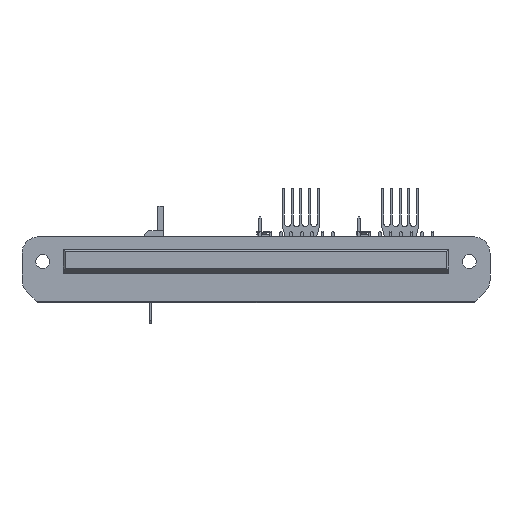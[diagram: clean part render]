
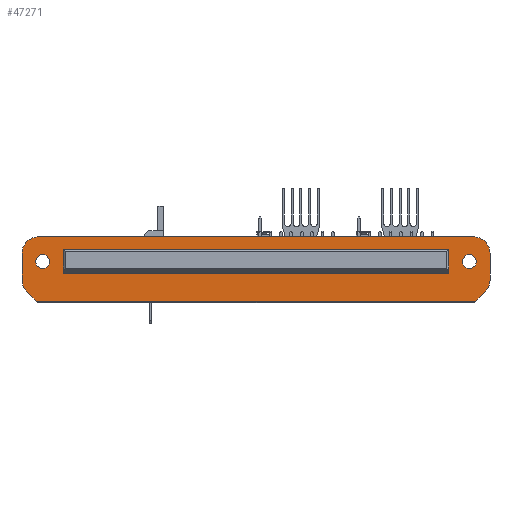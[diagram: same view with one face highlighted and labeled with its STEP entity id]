
A CAD part, front view. The second image highlights one B-rep face of the part: STEP entity #47271.
In plain terms, the highlighted planar face has unit normal (0, -1, 0).
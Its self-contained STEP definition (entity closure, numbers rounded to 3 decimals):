
#1072=FACE_BOUND('',#9248,.T.);
#1073=FACE_BOUND('',#9249,.T.);
#1074=FACE_BOUND('',#9250,.T.);
#1924=CIRCLE('',#50812,1.7);
#1928=CIRCLE('',#50820,4.);
#1930=CIRCLE('',#50823,4.);
#1934=CIRCLE('',#50833,1.7);
#1936=CIRCLE('',#50838,4.);
#1937=CIRCLE('',#50840,4.);
#6395=FACE_OUTER_BOUND('',#9247,.T.);
#9247=EDGE_LOOP('',(#42818,#42819,#42820,#42821,#42822,#42823,#42824,#42825,
#42826,#42827));
#9248=EDGE_LOOP('',(#42828,#42829,#42830,#42831));
#9249=EDGE_LOOP('',(#42832));
#9250=EDGE_LOOP('',(#42833));
#14284=LINE('',#80312,#19477);
#14287=LINE('',#80317,#19480);
#14289=LINE('',#80322,#19482);
#14290=LINE('',#80324,#19483);
#14365=LINE('',#80618,#19558);
#14375=LINE('',#80645,#19568);
#14398=LINE('',#80770,#19591);
#14447=LINE('',#80917,#19640);
#14458=LINE('',#80946,#19651);
#14463=LINE('',#80967,#19656);
#19477=VECTOR('',#62113,10.);
#19480=VECTOR('',#62118,10.);
#19482=VECTOR('',#62124,10.);
#19483=VECTOR('',#62127,10.);
#19558=VECTOR('',#62400,10.);
#19568=VECTOR('',#62422,10.);
#19591=VECTOR('',#62489,10.);
#19640=VECTOR('',#62636,10.);
#19651=VECTOR('',#62663,10.);
#19656=VECTOR('',#62694,10.);
#23639=VERTEX_POINT('',#80309);
#23640=VERTEX_POINT('',#80311);
#23641=VERTEX_POINT('',#80315);
#23642=VERTEX_POINT('',#80320);
#23743=VERTEX_POINT('',#80615);
#23744=VERTEX_POINT('',#80617);
#23755=VERTEX_POINT('',#80643);
#23785=VERTEX_POINT('',#80767);
#23786=VERTEX_POINT('',#80769);
#23814=VERTEX_POINT('',#80914);
#23815=VERTEX_POINT('',#80916);
#23818=VERTEX_POINT('',#80924);
#23825=VERTEX_POINT('',#80944);
#23827=VERTEX_POINT('',#80963);
#23828=VERTEX_POINT('',#80965);
#23830=VERTEX_POINT('',#80971);
#29869=EDGE_CURVE('',#23640,#23639,#14284,.T.);
#29872=EDGE_CURVE('',#23639,#23641,#14287,.T.);
#29874=EDGE_CURVE('',#23641,#23642,#14289,.T.);
#29875=EDGE_CURVE('',#23642,#23640,#14290,.T.);
#30012=EDGE_CURVE('',#23743,#23744,#14365,.T.);
#30026=EDGE_CURVE('',#23755,#23743,#14375,.T.);
#30065=EDGE_CURVE('',#23785,#23786,#14398,.T.);
#30137=EDGE_CURVE('',#23814,#23815,#14447,.T.);
#30142=EDGE_CURVE('',#23818,#23818,#1924,.T.);
#30152=EDGE_CURVE('',#23755,#23825,#14458,.T.);
#30154=EDGE_CURVE('',#23825,#23815,#1928,.T.);
#30156=EDGE_CURVE('',#23814,#23786,#1930,.T.);
#30163=EDGE_CURVE('',#23827,#23828,#14463,.T.);
#30166=EDGE_CURVE('',#23830,#23830,#1934,.T.);
#30172=EDGE_CURVE('',#23744,#23828,#1936,.T.);
#30173=EDGE_CURVE('',#23827,#23785,#1937,.T.);
#42818=ORIENTED_EDGE('',*,*,#30026,.F.);
#42819=ORIENTED_EDGE('',*,*,#30152,.T.);
#42820=ORIENTED_EDGE('',*,*,#30154,.T.);
#42821=ORIENTED_EDGE('',*,*,#30137,.F.);
#42822=ORIENTED_EDGE('',*,*,#30156,.T.);
#42823=ORIENTED_EDGE('',*,*,#30065,.F.);
#42824=ORIENTED_EDGE('',*,*,#30173,.F.);
#42825=ORIENTED_EDGE('',*,*,#30163,.T.);
#42826=ORIENTED_EDGE('',*,*,#30172,.F.);
#42827=ORIENTED_EDGE('',*,*,#30012,.F.);
#42828=ORIENTED_EDGE('',*,*,#29874,.T.);
#42829=ORIENTED_EDGE('',*,*,#29875,.T.);
#42830=ORIENTED_EDGE('',*,*,#29869,.T.);
#42831=ORIENTED_EDGE('',*,*,#29872,.T.);
#42832=ORIENTED_EDGE('',*,*,#30142,.F.);
#42833=ORIENTED_EDGE('',*,*,#30166,.T.);
#44863=PLANE('',#50850);
#47271=ADVANCED_FACE('',(#6395,#1072,#1073,#1074),#44863,.T.);
#50812=AXIS2_PLACEMENT_3D('',#80926,#62644,#62645);
#50820=AXIS2_PLACEMENT_3D('',#80949,#62668,#62669);
#50823=AXIS2_PLACEMENT_3D('',#80952,#62674,#62675);
#50833=AXIS2_PLACEMENT_3D('',#80973,#62700,#62701);
#50838=AXIS2_PLACEMENT_3D('',#80985,#62714,#62715);
#50840=AXIS2_PLACEMENT_3D('',#80987,#62718,#62719);
#50850=AXIS2_PLACEMENT_3D('',#81000,#62740,#62741);
#62113=DIRECTION('',(0.,0.,-1.));
#62118=DIRECTION('',(-1.,0.,0.));
#62124=DIRECTION('',(0.,0.,1.));
#62127=DIRECTION('',(1.,0.,0.));
#62400=DIRECTION('',(-0.707,0.,0.707));
#62422=DIRECTION('',(-1.,0.,0.));
#62489=DIRECTION('',(1.,0.,0.));
#62636=DIRECTION('',(0.,0.,-1.));
#62644=DIRECTION('center_axis',(0.,-1.,0.));
#62645=DIRECTION('ref_axis',(-1.,0.,0.));
#62663=DIRECTION('',(0.707,0.,0.707));
#62668=DIRECTION('center_axis',(0.,-1.,0.));
#62669=DIRECTION('ref_axis',(0.924,0.,-0.383));
#62674=DIRECTION('center_axis',(0.,-1.,0.));
#62675=DIRECTION('ref_axis',(0.707,0.,0.707));
#62694=DIRECTION('',(0.,0.,-1.));
#62700=DIRECTION('center_axis',(0.,1.,0.));
#62701=DIRECTION('ref_axis',(1.,0.,0.));
#62714=DIRECTION('center_axis',(0.,1.,0.));
#62715=DIRECTION('ref_axis',(-0.924,0.,-0.383));
#62718=DIRECTION('center_axis',(0.,1.,0.));
#62719=DIRECTION('ref_axis',(-0.707,0.,0.707));
#62740=DIRECTION('center_axis',(0.,-1.,0.));
#62741=DIRECTION('ref_axis',(-1.,0.,0.));
#80309=CARTESIAN_POINT('',(169.1,-146.01,4.));
#80311=CARTESIAN_POINT('',(169.1,-146.01,10.));
#80312=CARTESIAN_POINT('',(169.1,-146.01,8.5));
#80315=CARTESIAN_POINT('',(75.375,-146.01,4.));
#80317=CARTESIAN_POINT('',(120.238,-146.01,4.));
#80320=CARTESIAN_POINT('',(75.375,-146.01,10.));
#80322=CARTESIAN_POINT('',(75.375,-146.01,11.5));
#80324=CARTESIAN_POINT('',(167.1,-146.01,10.));
#80615=CARTESIAN_POINT('',(68.795,-146.01,-2.6));
#80617=CARTESIAN_POINT('',(66.547,-146.01,-0.352));
#80618=CARTESIAN_POINT('',(69.195,-146.01,-3.));
#80643=CARTESIAN_POINT('',(175.68,-146.01,-2.6));
#80645=CARTESIAN_POINT('',(143.669,-146.01,-2.6));
#80767=CARTESIAN_POINT('',(69.375,-146.01,13.));
#80769=CARTESIAN_POINT('',(175.1,-146.01,13.));
#80770=CARTESIAN_POINT('',(165.1,-146.01,13.));
#80914=CARTESIAN_POINT('',(179.1,-146.01,9.));
#80916=CARTESIAN_POINT('',(179.1,-146.01,2.477));
#80917=CARTESIAN_POINT('',(179.1,-146.01,13.18));
#80924=CARTESIAN_POINT('',(175.8,-146.01,7.));
#80926=CARTESIAN_POINT('Origin',(174.1,-146.01,7.));
#80944=CARTESIAN_POINT('',(177.928,-146.01,-0.352));
#80946=CARTESIAN_POINT('',(175.28,-146.01,-3.));
#80949=CARTESIAN_POINT('Origin',(175.1,-146.01,2.477));
#80952=CARTESIAN_POINT('Origin',(175.1,-146.01,9.));
#80963=CARTESIAN_POINT('',(65.375,-146.01,9.));
#80965=CARTESIAN_POINT('',(65.375,-146.01,2.477));
#80967=CARTESIAN_POINT('',(65.375,-146.01,13.18));
#80971=CARTESIAN_POINT('',(68.675,-146.01,7.));
#80973=CARTESIAN_POINT('Origin',(70.375,-146.01,7.));
#80985=CARTESIAN_POINT('Origin',(69.375,-146.01,2.477));
#80987=CARTESIAN_POINT('Origin',(69.375,-146.01,9.));
#81000=CARTESIAN_POINT('Origin',(165.1,-146.01,13.));
